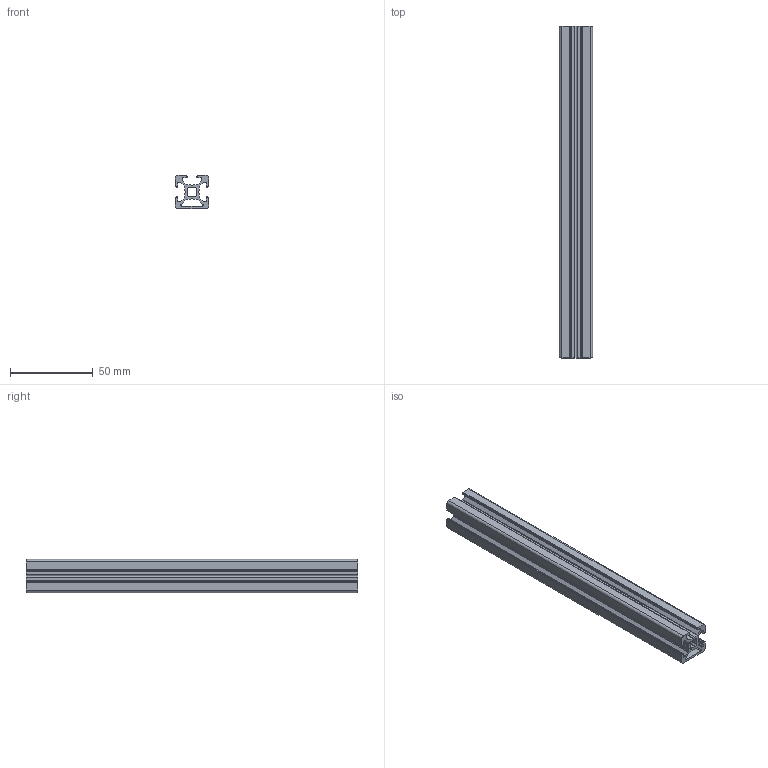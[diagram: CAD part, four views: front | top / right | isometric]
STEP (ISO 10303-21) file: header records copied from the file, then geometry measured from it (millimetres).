
FILE_DESCRIPTION(/* description */ ('Aluminiumprofil 20x20 3N'),/* implementation_level */ '2;1');
FILE_NAME(/* name */ 'Syskomp 461992889 Aluminiumprofil 20x20 3N.stp',/* time_stamp */ '2016-12-12T16:27:18+01:00',/* author */ ('wheldmann'),/* organization */ (''),/* preprocessor_version */ 'ST-DEVELOPER v16.1',/* originating_system */ 'Autodesk Inventor 2016',/* authorisation */ ' ');
FILE_SCHEMA (('AUTOMOTIVE_DESIGN { 1 0 10303 214 3 1 1 }'));
Length unit declared in the file: millimetre
Products named in the file (1): 461992889 Aluminiumprofil 20x20 3N - 200
Bounding box: 20 x 200 x 20 mm (x, y, z)
Volume: 34360.7 mm3; surface area: 37825.5 mm2
Topology: 1 solids, 1 shells, 158 faces, 468 edges, 312 vertices
Faces by surface type: cylinder 86, plane 72
Entity records: 5376 total; most frequent: DIRECTION 958, CARTESIAN_POINT 939, ORIENTED_EDGE 936, EDGE_CURVE 468, AXIS2_PLACEMENT_3D 331, VERTEX_POINT 312, LINE 296, VECTOR 296
